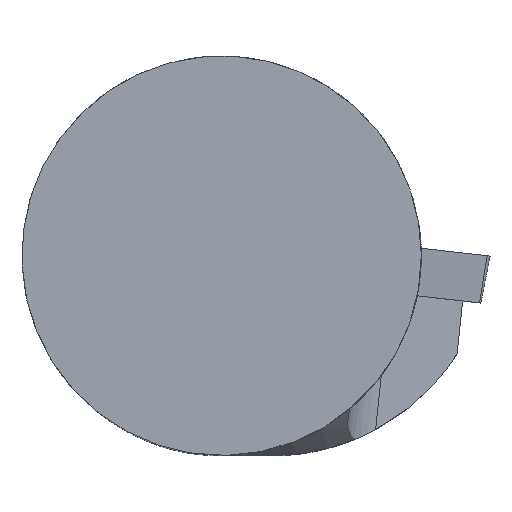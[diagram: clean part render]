
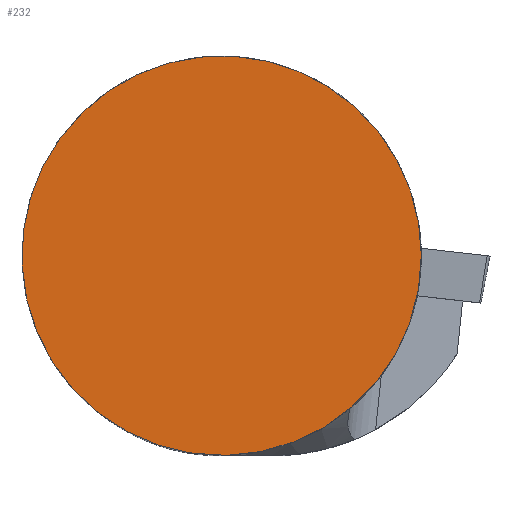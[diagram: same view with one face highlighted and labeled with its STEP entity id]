
A CAD part, top view. The second image highlights one B-rep face of the part: STEP entity #232.
In plain terms, the highlighted planar face has unit normal (0, 0, 1).
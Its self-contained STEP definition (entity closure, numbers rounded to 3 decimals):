
#151=FACE_OUTER_BOUND('',#340,.T.);
#183=PLANE('',#1221);
#232=ADVANCED_FACE('',(#151),#183,.T.);
#340=EDGE_LOOP('',(#765));
#378=CIRCLE('',#1147,20.);
#765=ORIENTED_EDGE('',*,*,#936,.F.);
#842=VERTEX_POINT('',#1630);
#936=EDGE_CURVE('',#842,#842,#378,.T.);
#1147=AXIS2_PLACEMENT_3D('',#1629,#1285,#1286);
#1221=AXIS2_PLACEMENT_3D('',#1836,#1481,#1482);
#1285=DIRECTION('',(0.,0.,-1.));
#1286=DIRECTION('',(1.,0.,0.));
#1481=DIRECTION('',(0.,0.,1.));
#1482=DIRECTION('',(1.,0.,0.));
#1629=CARTESIAN_POINT('',(0.,0.,0.));
#1630=CARTESIAN_POINT('',(20.,0.,0.));
#1836=CARTESIAN_POINT('',(0.,0.,0.));
